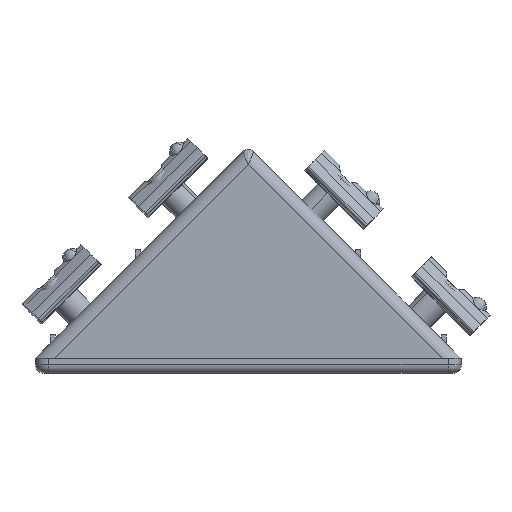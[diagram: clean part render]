
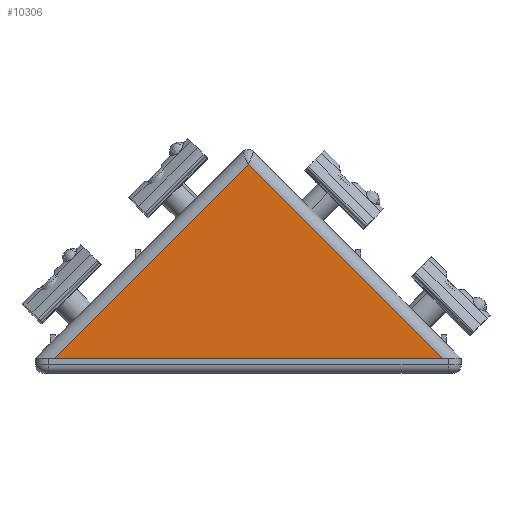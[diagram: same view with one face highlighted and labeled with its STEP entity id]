
A CAD part, left-side view. The second image highlights one B-rep face of the part: STEP entity #10306.
In plain terms, the highlighted planar face has unit normal (-1, 0, 0.009).
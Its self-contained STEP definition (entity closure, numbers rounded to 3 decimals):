
#1267 = CARTESIAN_POINT ( 'NONE',  ( 30.326, 25.665, 25.759 ) ) ;
#1286 = LINE ( 'NONE', #10898, #8839 ) ;
#1639 = ORIENTED_EDGE ( 'NONE', *, *, #15402, .F. ) ;
#2448 = VERTEX_POINT ( 'NONE', #14405 ) ;
#7348 = ORIENTED_EDGE ( 'NONE', *, *, #7738, .T. ) ;
#7491 = FACE_OUTER_BOUND ( 'NONE', #8976, .T. ) ;
#7738 = EDGE_CURVE ( 'NONE', #15055, #13530, #10101, .T. ) ;
#7815 = EDGE_CURVE ( 'NONE', #13530, #2448, #14394, .T. ) ;
#8329 = VECTOR ( 'NONE', #15671, 1000. ) ;
#8756 = CARTESIAN_POINT ( 'NONE',  ( 30.101, 0., 0. ) ) ;
#8839 = VECTOR ( 'NONE', #16387, 1000. ) ;
#8976 = EDGE_LOOP ( 'NONE', ( #7348, #12964, #1639 ) ) ;
#8998 = DIRECTION ( 'NONE',  ( -0.006, 0.708, -0.706 ) ) ;
#9921 = AXIS2_PLACEMENT_3D ( 'NONE', #8756, #13162, #14244 ) ;
#10101 = LINE ( 'NONE', #15585, #8329 ) ;
#10306 = ADVANCED_FACE ( 'NONE', ( #7491 ), #17137, .F. ) ;
#10898 = CARTESIAN_POINT ( 'NONE',  ( 30.101, 0., 0. ) ) ;
#11501 = VECTOR ( 'NONE', #8998, 1000. ) ;
#12876 = CARTESIAN_POINT ( 'NONE',  ( 30.101, -51.52, 0. ) ) ;
#12964 = ORIENTED_EDGE ( 'NONE', *, *, #7815, .T. ) ;
#13162 = DIRECTION ( 'NONE',  ( 1., 0., -0.009 ) ) ;
#13530 = VERTEX_POINT ( 'NONE', #17524 ) ;
#14244 = DIRECTION ( 'NONE',  ( 0., -1., 0. ) ) ;
#14394 = LINE ( 'NONE', #1267, #11501 ) ;
#14405 = CARTESIAN_POINT ( 'NONE',  ( 30.101, 51.52, 0. ) ) ;
#15055 = VERTEX_POINT ( 'NONE', #12876 ) ;
#15402 = EDGE_CURVE ( 'NONE', #15055, #2448, #1286, .T. ) ;
#15585 = CARTESIAN_POINT ( 'NONE',  ( 30.558, 1.044, 52.369 ) ) ;
#15671 = DIRECTION ( 'NONE',  ( 0.006, 0.708, 0.706 ) ) ;
#16387 = DIRECTION ( 'NONE',  ( 0., 1., 0. ) ) ;
#17137 = PLANE ( 'NONE',  #9921 ) ;
#17524 = CARTESIAN_POINT ( 'NONE',  ( 30.549, 0., 51.329 ) ) ;
